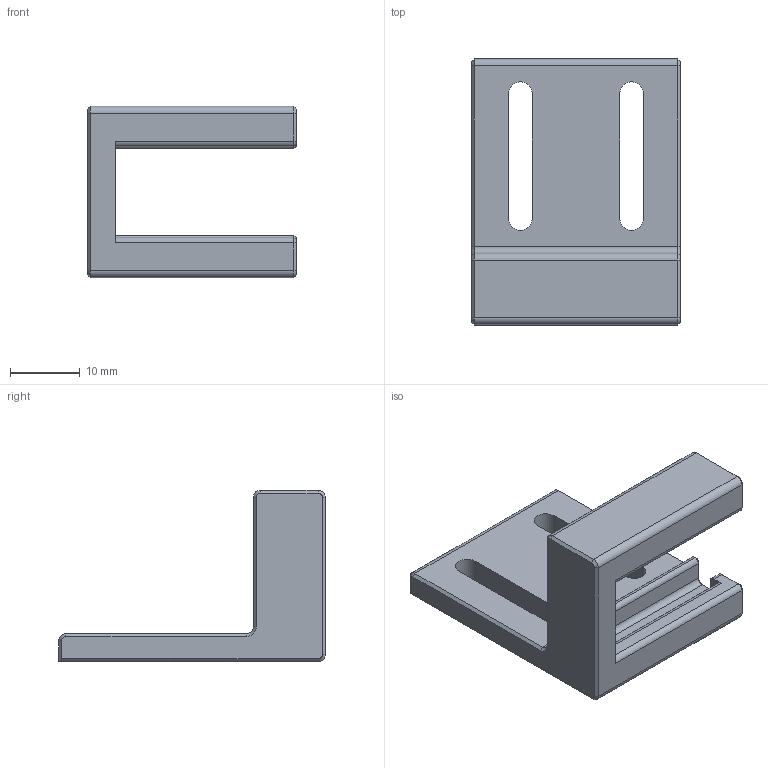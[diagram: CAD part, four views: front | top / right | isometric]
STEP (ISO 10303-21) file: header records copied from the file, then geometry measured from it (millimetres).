
FILE_DESCRIPTION(/* description */ (''),/* implementation_level */ '2;1');
FILE_NAME(/* name */ 'B-Probe_Dock_Hemera_Crux_Mirror-L.stp',/* time_stamp */ '2020-09-23T19:52:49-07:00',/* author */ (''),/* organization */ (''),/* preprocessor_version */ 'ST-DEVELOPER v18.1',/* originating_system */ 'Autodesk Translation Framework v9.3.0.1241',/* authorisation */ '');
FILE_SCHEMA (('AUTOMOTIVE_DESIGN { 1 0 10303 214 3 1 1 }'));
Length unit declared in the file: millimetre
Products named in the file (1): Probe Dock
Bounding box: 30 x 38.24 x 24.6 mm (x, y, z)
Volume: 5817.2 mm3; surface area: 4669.9 mm2
Topology: 1 solids, 1 shells, 95 faces, 235 edges, 142 vertices
Faces by surface type: plane 48, cylinder 25, cone 22
Entity records: 2823 total; most frequent: DIRECTION 497, CARTESIAN_POINT 483, ORIENTED_EDGE 470, EDGE_CURVE 235, AXIS2_PLACEMENT_3D 168, LINE 161, VECTOR 161, VERTEX_POINT 142
